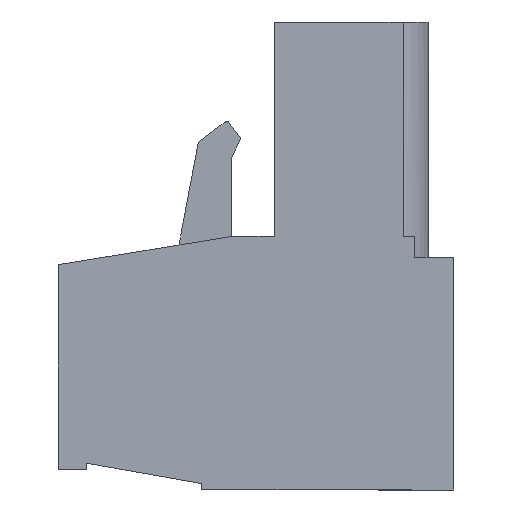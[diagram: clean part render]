
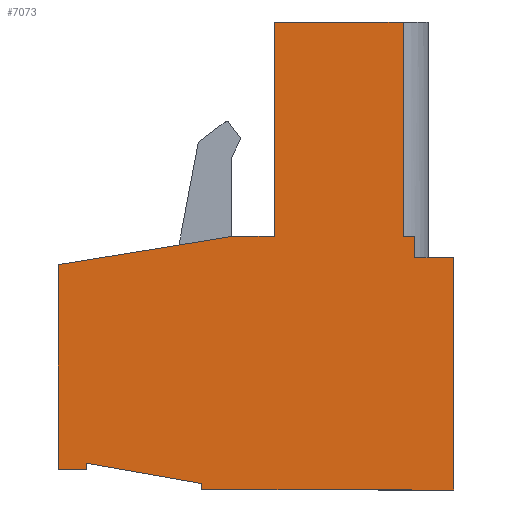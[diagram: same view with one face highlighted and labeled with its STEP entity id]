
A CAD part, left-side view. The second image highlights one B-rep face of the part: STEP entity #7073.
In plain terms, the highlighted planar face has unit normal (-1, 0, 0).
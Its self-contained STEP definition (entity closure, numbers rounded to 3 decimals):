
#27 = CARTESIAN_POINT ( 'NONE',  ( 0., 9.77, -9. ) ) ;
#42 = EDGE_CURVE ( 'NONE', #6523, #1122, #6655, .T. ) ;
#97 = ORIENTED_EDGE ( 'NONE', *, *, #4801, .F. ) ;
#153 = CARTESIAN_POINT ( 'NONE',  ( 0., 1.51, 0. ) ) ;
#156 = CARTESIAN_POINT ( 'NONE',  ( 0., 6.96, 9.15 ) ) ;
#255 = CARTESIAN_POINT ( 'NONE',  ( 0., 0., 0. ) ) ;
#263 = VERTEX_POINT ( 'NONE', #3095 ) ;
#342 = CARTESIAN_POINT ( 'NONE',  ( 0., 9.77, -8.75 ) ) ;
#426 = ORIENTED_EDGE ( 'NONE', *, *, #2442, .F. ) ;
#502 = CARTESIAN_POINT ( 'NONE',  ( 0., 0., 0. ) ) ;
#522 = VECTOR ( 'NONE', #709, 1000. ) ;
#539 = DIRECTION ( 'NONE',  ( 0., 0., -1. ) ) ;
#630 = LINE ( 'NONE', #6216, #809 ) ;
#645 = VECTOR ( 'NONE', #1532, 1000. ) ;
#709 = DIRECTION ( 'NONE',  ( 0., 1., 0. ) ) ;
#711 = VERTEX_POINT ( 'NONE', #5991 ) ;
#809 = VECTOR ( 'NONE', #7043, 1000. ) ;
#817 = LINE ( 'NONE', #1671, #6547 ) ;
#865 = EDGE_CURVE ( 'NONE', #989, #3099, #6821, .T. ) ;
#923 = CARTESIAN_POINT ( 'NONE',  ( 0., 14.24, -7.96 ) ) ;
#989 = VERTEX_POINT ( 'NONE', #1001 ) ;
#1001 = CARTESIAN_POINT ( 'NONE',  ( 0., 9.77, -8.75 ) ) ;
#1002 = EDGE_CURVE ( 'NONE', #5138, #2780, #2971, .T. ) ;
#1067 = DIRECTION ( 'NONE',  ( 0., 0., -1. ) ) ;
#1122 = VERTEX_POINT ( 'NONE', #1218 ) ;
#1218 = CARTESIAN_POINT ( 'NONE',  ( 0., 0., 0. ) ) ;
#1309 = DIRECTION ( 'NONE',  ( 0., 1., 0. ) ) ;
#1371 = DIRECTION ( 'NONE',  ( 0., 0., 1. ) ) ;
#1434 = FACE_OUTER_BOUND ( 'NONE', #7079, .T. ) ;
#1460 = CARTESIAN_POINT ( 'NONE',  ( 0., 1.51, 0. ) ) ;
#1470 = ORIENTED_EDGE ( 'NONE', *, *, #6264, .F. ) ;
#1493 = CARTESIAN_POINT ( 'NONE',  ( 0., 6.96, 0.85 ) ) ;
#1522 = VECTOR ( 'NONE', #5932, 1000. ) ;
#1532 = DIRECTION ( 'NONE',  ( 0., -1., 0. ) ) ;
#1569 = ORIENTED_EDGE ( 'NONE', *, *, #4677, .F. ) ;
#1582 = CARTESIAN_POINT ( 'NONE',  ( 0., 14.24, -8.2 ) ) ;
#1632 = EDGE_CURVE ( 'NONE', #3001, #6523, #4196, .T. ) ;
#1671 = CARTESIAN_POINT ( 'NONE',  ( 0., 14.24, -7.96 ) ) ;
#1757 = LINE ( 'NONE', #2047, #4515 ) ;
#1836 = ORIENTED_EDGE ( 'NONE', *, *, #1984, .F. ) ;
#1943 = DIRECTION ( 'NONE',  ( 0., 0., -1. ) ) ;
#1984 = EDGE_CURVE ( 'NONE', #2780, #263, #2130, .T. ) ;
#2047 = CARTESIAN_POINT ( 'NONE',  ( 0., 15.33, -0.26 ) ) ;
#2117 = EDGE_CURVE ( 'NONE', #5525, #6782, #2547, .T. ) ;
#2130 = LINE ( 'NONE', #156, #645 ) ;
#2162 = PLANE ( 'NONE',  #5480 ) ;
#2198 = LINE ( 'NONE', #27, #5143 ) ;
#2336 = CARTESIAN_POINT ( 'NONE',  ( 0., 14.24, -8.2 ) ) ;
#2352 = VERTEX_POINT ( 'NONE', #4782 ) ;
#2384 = VECTOR ( 'NONE', #4228, 1000. ) ;
#2442 = EDGE_CURVE ( 'NONE', #3099, #7053, #817, .T. ) ;
#2449 = EDGE_CURVE ( 'NONE', #1122, #5525, #5067, .T. ) ;
#2547 = LINE ( 'NONE', #2647, #3840 ) ;
#2583 = DIRECTION ( 'NONE',  ( 0., -0.987, 0.16 ) ) ;
#2586 = ORIENTED_EDGE ( 'NONE', *, *, #42, .F. ) ;
#2647 = CARTESIAN_POINT ( 'NONE',  ( 0., 0., -9. ) ) ;
#2725 = CARTESIAN_POINT ( 'NONE',  ( 0., 6.96, 9.15 ) ) ;
#2780 = VERTEX_POINT ( 'NONE', #2725 ) ;
#2895 = EDGE_CURVE ( 'NONE', #263, #711, #630, .T. ) ;
#2928 = ORIENTED_EDGE ( 'NONE', *, *, #2895, .F. ) ;
#2971 = LINE ( 'NONE', #1493, #1522 ) ;
#3001 = VERTEX_POINT ( 'NONE', #5211 ) ;
#3095 = CARTESIAN_POINT ( 'NONE',  ( 0., 1.96, 9.15 ) ) ;
#3099 = VERTEX_POINT ( 'NONE', #923 ) ;
#3170 = CARTESIAN_POINT ( 'NONE',  ( 0., 15.33, -0.26 ) ) ;
#3308 = CARTESIAN_POINT ( 'NONE',  ( 0., 15.33, -8.2 ) ) ;
#3330 = CARTESIAN_POINT ( 'NONE',  ( 0., 8.49, 0.85 ) ) ;
#3447 = DIRECTION ( 'NONE',  ( 0., 0., 1. ) ) ;
#3582 = VECTOR ( 'NONE', #1943, 1000. ) ;
#3625 = ORIENTED_EDGE ( 'NONE', *, *, #5700, .F. ) ;
#3683 = VECTOR ( 'NONE', #4181, 1000. ) ;
#3774 = EDGE_CURVE ( 'NONE', #6782, #989, #2198, .T. ) ;
#3840 = VECTOR ( 'NONE', #1309, 1000. ) ;
#3899 = CARTESIAN_POINT ( 'NONE',  ( 0., 1.96, 0.85 ) ) ;
#3945 = CARTESIAN_POINT ( 'NONE',  ( 0., 9.77, -9. ) ) ;
#4158 = CARTESIAN_POINT ( 'NONE',  ( 0., 0., -9. ) ) ;
#4181 = DIRECTION ( 'NONE',  ( 0., -1., 0. ) ) ;
#4196 = LINE ( 'NONE', #6585, #6822 ) ;
#4228 = DIRECTION ( 'NONE',  ( 0., 0.985, 0.174 ) ) ;
#4350 = VERTEX_POINT ( 'NONE', #3170 ) ;
#4379 = DIRECTION ( 'NONE',  ( 1., 0., 0. ) ) ;
#4427 = LINE ( 'NONE', #4682, #7059 ) ;
#4466 = DIRECTION ( 'NONE',  ( 0., -1., 0. ) ) ;
#4515 = VECTOR ( 'NONE', #2583, 1000. ) ;
#4677 = EDGE_CURVE ( 'NONE', #7053, #7124, #4945, .T. ) ;
#4682 = CARTESIAN_POINT ( 'NONE',  ( 0., 15.33, -8.2 ) ) ;
#4782 = CARTESIAN_POINT ( 'NONE',  ( 0., 8.49, 0.85 ) ) ;
#4801 = EDGE_CURVE ( 'NONE', #7124, #4350, #4427, .T. ) ;
#4908 = EDGE_CURVE ( 'NONE', #4350, #2352, #1757, .T. ) ;
#4945 = LINE ( 'NONE', #2336, #522 ) ;
#5067 = LINE ( 'NONE', #255, #3582 ) ;
#5138 = VERTEX_POINT ( 'NONE', #7089 ) ;
#5143 = VECTOR ( 'NONE', #3447, 1000. ) ;
#5196 = ORIENTED_EDGE ( 'NONE', *, *, #3774, .F. ) ;
#5211 = CARTESIAN_POINT ( 'NONE',  ( 0., 1.51, 0.85 ) ) ;
#5445 = LINE ( 'NONE', #3899, #6397 ) ;
#5480 = AXIS2_PLACEMENT_3D ( 'NONE', #502, #4379, #1067 ) ;
#5525 = VERTEX_POINT ( 'NONE', #4158 ) ;
#5540 = ORIENTED_EDGE ( 'NONE', *, *, #1632, .F. ) ;
#5550 = ORIENTED_EDGE ( 'NONE', *, *, #2449, .F. ) ;
#5700 = EDGE_CURVE ( 'NONE', #2352, #5138, #5720, .T. ) ;
#5720 = LINE ( 'NONE', #3330, #6871 ) ;
#5812 = DIRECTION ( 'NONE',  ( 0., 0., -1. ) ) ;
#5932 = DIRECTION ( 'NONE',  ( 0., 0., 1. ) ) ;
#5991 = CARTESIAN_POINT ( 'NONE',  ( 0., 1.96, 0.85 ) ) ;
#6100 = DIRECTION ( 'NONE',  ( 0., -1., 0. ) ) ;
#6216 = CARTESIAN_POINT ( 'NONE',  ( 0., 1.96, 9.15 ) ) ;
#6264 = EDGE_CURVE ( 'NONE', #711, #3001, #5445, .T. ) ;
#6325 = ORIENTED_EDGE ( 'NONE', *, *, #865, .F. ) ;
#6397 = VECTOR ( 'NONE', #4466, 1000. ) ;
#6416 = ORIENTED_EDGE ( 'NONE', *, *, #1002, .F. ) ;
#6523 = VERTEX_POINT ( 'NONE', #1460 ) ;
#6547 = VECTOR ( 'NONE', #539, 1000. ) ;
#6585 = CARTESIAN_POINT ( 'NONE',  ( 0., 1.51, 0.85 ) ) ;
#6655 = LINE ( 'NONE', #153, #3683 ) ;
#6684 = ORIENTED_EDGE ( 'NONE', *, *, #2117, .F. ) ;
#6782 = VERTEX_POINT ( 'NONE', #3945 ) ;
#6821 = LINE ( 'NONE', #342, #2384 ) ;
#6822 = VECTOR ( 'NONE', #5812, 1000. ) ;
#6871 = VECTOR ( 'NONE', #6100, 1000. ) ;
#6952 = ORIENTED_EDGE ( 'NONE', *, *, #4908, .F. ) ;
#7043 = DIRECTION ( 'NONE',  ( 0., 0., -1. ) ) ;
#7053 = VERTEX_POINT ( 'NONE', #1582 ) ;
#7059 = VECTOR ( 'NONE', #1371, 1000. ) ;
#7073 = ADVANCED_FACE ( 'NONE', ( #1434 ), #2162, .F. ) ;
#7079 = EDGE_LOOP ( 'NONE', ( #2586, #5540, #1470, #2928, #1836, #6416, #3625, #6952, #97, #1569, #426, #6325, #5196, #6684, #5550 ) ) ;
#7089 = CARTESIAN_POINT ( 'NONE',  ( 0., 6.96, 0.85 ) ) ;
#7124 = VERTEX_POINT ( 'NONE', #3308 ) ;
